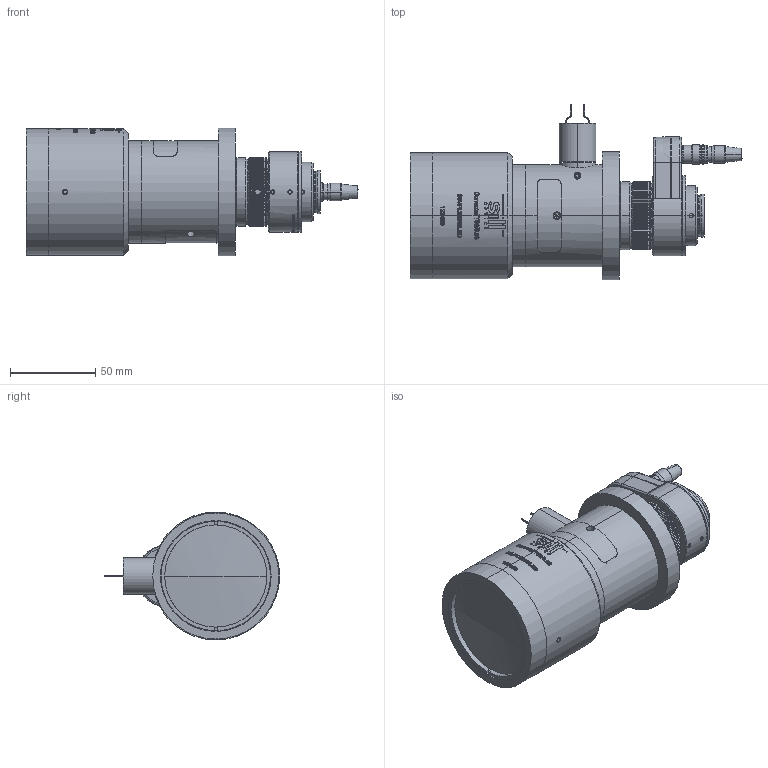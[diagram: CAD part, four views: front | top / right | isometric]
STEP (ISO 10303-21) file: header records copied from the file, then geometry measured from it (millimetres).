
FILE_DESCRIPTION (( 'STEP AP203' ), '1' );
FILE_NAME ('S5VPL2898_LED_01.STEP', '2022-03-04T06:08:16', ( '' ), ( '' ), 'SwSTEP 2.0', 'SolidWorks 2021', '' );
FILE_SCHEMA (( 'CONFIG_CONTROL_DESIGN' ));
Length unit declared in the file: millimetre
Products named in the file (40): DIN 912 M2 x 10 --- 10N_DIN 912 M2 x 10 --- 10N; S5LMP2336; S5VPL2898_LED_01; 518002; S0DIF1363; 053710; 498902; DIN 912 M2 x 4 --- 4N_DIN 912 M2 x 4 --- 4N; 134330; 110805; DIN 914 - M3 x 4-N_DIN 914 - M3 x 4-N; 539602; 498905; 134316; DIN 913 - M3 x 4-N_DIN 913 - M3 x 4-N; 097108; 163401; 518004; Anschlußkabel 300 mm^134301; S5MEC1641; DIN 913 - M3 x 3-N_DIN 913 - M3 x 3-N; 498903; 083908; S5ELE1365; S5FIL0201; 498906; S5LDX1199_078; 134319; 134317; S5LAO1199_078; 518001; 479508; 518003; S5LED0011; 498901_VPJ2898  2,20; 110807; 134318; DIN 913 - M5 x 3-N_DIN 913 - M5 x 3-N; 134301; O-Ring 15x1
Assembly tree (43 placements, depth 4):
  S5VPL2898_LED_01
    S5LAO1199_078
      S5LDX1199_078
    539602
    110805
    110807
    097108
    498901_VPJ2898  2,20
      S5MEC1641
      S5LMP2336
      498902
      498903
      498905
      498906
      479508
      083908
      DIN 913 - M3 x 4-N_DIN 913 - M3 x 4-N
      DIN 913 - M5 x 3-N_DIN 913 - M5 x 3-N
      DIN 913 - M3 x 3-N_DIN 913 - M3 x 3-N  x2
    518001
      518002
      518003
      518004
      O-Ring 15x1
      DIN 912 M2 x 10 --- 10N_DIN 912 M2 x 10 --- 10N
      DIN 912 M2 x 4 --- 4N_DIN 912 M2 x 4 --- 4N  x2
      DIN 914 - M3 x 4-N_DIN 914 - M3 x 4-N
    163401
      134301
        134317
        134319
        134330
        S5ELE1365
        S5LED0011
        Anschlußkabel 300 mm^134301  x2
      134316
      134318
      053710
      S5FIL0201
      S0DIF1363
    DIN 913 - M3 x 3-N_DIN 913 - M3 x 3-N
Bounding box: 194.85 x 102.91 x 75 mm (x, y, z)
Volume: 265651.6 mm3; surface area: 155940.4 mm2
Topology: 37 solids, 68 shells, 3970 faces, 10458 edges, 6763 vertices
Faces by surface type: plane 1828, cylinder 1017, bspline 662, cone 350, torus 104, sphere 9
Entity records: 189695 total; most frequent: CARTESIAN_POINT 94177, ORIENTED_EDGE 20564, DIRECTION 16447, EDGE_CURVE 10290, VERTEX_POINT 6669, AXIS2_PLACEMENT_3D 5744, VECTOR 4959, LINE 4959
